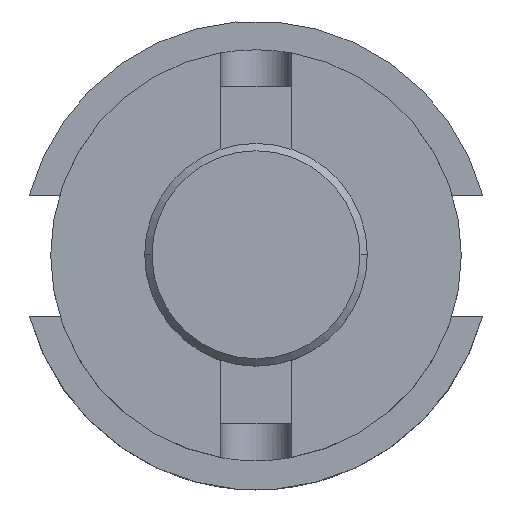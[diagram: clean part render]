
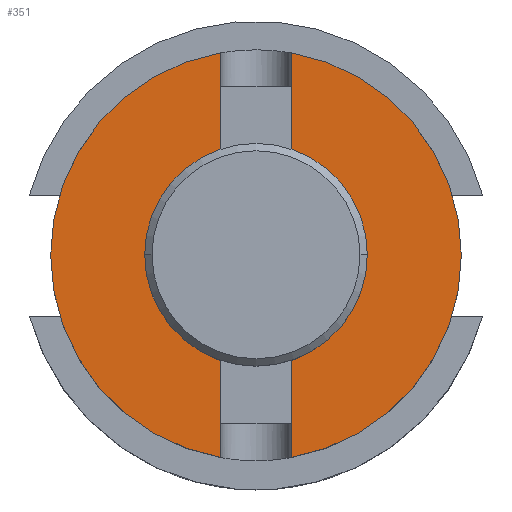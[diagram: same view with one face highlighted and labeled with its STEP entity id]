
A CAD part, top view. The second image highlights one B-rep face of the part: STEP entity #351.
In plain terms, the highlighted planar face has unit normal (0, 0, 1).
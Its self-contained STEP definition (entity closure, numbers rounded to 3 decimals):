
#95 = CARTESIAN_POINT ( 'NONE',  ( 0., 0., 52.324 ) ) ;
#156 = DIRECTION ( 'NONE',  ( -1., 0., 0. ) ) ;
#159 = CARTESIAN_POINT ( 'NONE',  ( 0., 0., 52.324 ) ) ;
#167 = CARTESIAN_POINT ( 'NONE',  ( -4.763, -27.402, 52.324 ) ) ;
#178 = ORIENTED_EDGE ( 'NONE', *, *, #1895, .F. ) ;
#199 = ORIENTED_EDGE ( 'NONE', *, *, #1144, .F. ) ;
#217 = LINE ( 'NONE', #3023, #1334 ) ;
#231 = DIRECTION ( 'NONE',  ( 1., 0., 0. ) ) ;
#255 = VERTEX_POINT ( 'NONE', #738 ) ;
#265 = EDGE_CURVE ( 'NONE', #835, #491, #545, .T. ) ;
#295 = LINE ( 'NONE', #1865, #871 ) ;
#300 = VERTEX_POINT ( 'NONE', #985 ) ;
#342 = DIRECTION ( 'NONE',  ( 1., 0., 0. ) ) ;
#351 = ADVANCED_FACE ( 'NONE', ( #2973, #1613 ), #1765, .F. ) ;
#390 = VERTEX_POINT ( 'NONE', #2981 ) ;
#391 = VERTEX_POINT ( 'NONE', #3042 ) ;
#402 = DIRECTION ( 'NONE',  ( 0., -1., 0. ) ) ;
#490 = EDGE_CURVE ( 'NONE', #390, #1606, #1392, .T. ) ;
#491 = VERTEX_POINT ( 'NONE', #2253 ) ;
#514 = CARTESIAN_POINT ( 'NONE',  ( -4.763, 0., 52.324 ) ) ;
#545 = LINE ( 'NONE', #514, #3121 ) ;
#610 = CARTESIAN_POINT ( 'NONE',  ( 0., 0., 52.324 ) ) ;
#695 = EDGE_LOOP ( 'NONE', ( #2642, #1710, #2692, #1242, #2718, #2737, #2005, #1700, #2690, #199 ) ) ;
#738 = CARTESIAN_POINT ( 'NONE',  ( -27.813, 0., 52.324 ) ) ;
#753 = DIRECTION ( 'NONE',  ( 0., -1., 0. ) ) ;
#774 = CARTESIAN_POINT ( 'NONE',  ( 0., 0., 52.324 ) ) ;
#835 = VERTEX_POINT ( 'NONE', #1713 ) ;
#859 = DIRECTION ( 'NONE',  ( 1., 0., 0. ) ) ;
#870 = EDGE_CURVE ( 'NONE', #1842, #300, #3083, .T. ) ;
#871 = VECTOR ( 'NONE', #156, 1000. ) ;
#892 = CIRCLE ( 'NONE', #2192, 27.813 ) ;
#985 = CARTESIAN_POINT ( 'NONE',  ( 0., -12.7, 52.324 ) ) ;
#1006 = AXIS2_PLACEMENT_3D ( 'NONE', #2429, #2445, #2477 ) ;
#1014 = DIRECTION ( 'NONE',  ( 1., 0., 0. ) ) ;
#1050 = EDGE_CURVE ( 'NONE', #835, #255, #2432, .T. ) ;
#1115 = VECTOR ( 'NONE', #231, 1000. ) ;
#1136 = EDGE_LOOP ( 'NONE', ( #178, #2869 ) ) ;
#1142 = DIRECTION ( 'NONE',  ( 0., 0., 1. ) ) ;
#1144 = EDGE_CURVE ( 'NONE', #1606, #3057, #295, .T. ) ;
#1213 = AXIS2_PLACEMENT_3D ( 'NONE', #774, #2517, #1014 ) ;
#1242 = ORIENTED_EDGE ( 'NONE', *, *, #1401, .F. ) ;
#1334 = VECTOR ( 'NONE', #2787, 1000. ) ;
#1348 = EDGE_CURVE ( 'NONE', #255, #1720, #1653, .T. ) ;
#1392 = LINE ( 'NONE', #2822, #1981 ) ;
#1401 = EDGE_CURVE ( 'NONE', #2269, #391, #217, .T. ) ;
#1424 = LINE ( 'NONE', #3186, #1115 ) ;
#1498 = VERTEX_POINT ( 'NONE', #3044 ) ;
#1606 = VERTEX_POINT ( 'NONE', #2873 ) ;
#1613 = FACE_OUTER_BOUND ( 'NONE', #695, .T. ) ;
#1653 = CIRCLE ( 'NONE', #1213, 27.813 ) ;
#1700 = ORIENTED_EDGE ( 'NONE', *, *, #1348, .T. ) ;
#1710 = ORIENTED_EDGE ( 'NONE', *, *, #2558, .T. ) ;
#1713 = CARTESIAN_POINT ( 'NONE',  ( -4.763, 27.402, 52.324 ) ) ;
#1720 = VERTEX_POINT ( 'NONE', #167 ) ;
#1756 = DIRECTION ( 'NONE',  ( 0., 0., -1. ) ) ;
#1765 = PLANE ( 'NONE',  #1967 ) ;
#1768 = LINE ( 'NONE', #2455, #2271 ) ;
#1786 = DIRECTION ( 'NONE',  ( 0., 1., 0. ) ) ;
#1803 = DIRECTION ( 'NONE',  ( 0., 0., 1. ) ) ;
#1832 = CARTESIAN_POINT ( 'NONE',  ( 0., 12.7, 52.324 ) ) ;
#1842 = VERTEX_POINT ( 'NONE', #1832 ) ;
#1865 = CARTESIAN_POINT ( 'NONE',  ( 0., -13.25, 52.324 ) ) ;
#1868 = DIRECTION ( 'NONE',  ( 0., 0., 1. ) ) ;
#1875 = CARTESIAN_POINT ( 'NONE',  ( -4.763, -13.25, 52.324 ) ) ;
#1895 = EDGE_CURVE ( 'NONE', #300, #1842, #2065, .T. ) ;
#1903 = CARTESIAN_POINT ( 'NONE',  ( 28.147, -27.731, 52.324 ) ) ;
#1967 = AXIS2_PLACEMENT_3D ( 'NONE', #1903, #1756, #2002 ) ;
#1981 = VECTOR ( 'NONE', #1786, 1000. ) ;
#2002 = DIRECTION ( 'NONE',  ( -1., 0., 0. ) ) ;
#2005 = ORIENTED_EDGE ( 'NONE', *, *, #1050, .T. ) ;
#2065 = CIRCLE ( 'NONE', #2917, 12.7 ) ;
#2181 = AXIS2_PLACEMENT_3D ( 'NONE', #95, #1803, #342 ) ;
#2192 = AXIS2_PLACEMENT_3D ( 'NONE', #2669, #1142, #2910 ) ;
#2253 = CARTESIAN_POINT ( 'NONE',  ( -4.763, 13.25, 52.324 ) ) ;
#2269 = VERTEX_POINT ( 'NONE', #2377 ) ;
#2271 = VECTOR ( 'NONE', #3195, 1000. ) ;
#2334 = DIRECTION ( 'NONE',  ( 0., 0., 1. ) ) ;
#2377 = CARTESIAN_POINT ( 'NONE',  ( 4.763, 13.25, 52.324 ) ) ;
#2378 = AXIS2_PLACEMENT_3D ( 'NONE', #610, #2334, #859 ) ;
#2429 = CARTESIAN_POINT ( 'NONE',  ( 0., 0., 52.324 ) ) ;
#2432 = CIRCLE ( 'NONE', #2181, 27.813 ) ;
#2445 = DIRECTION ( 'NONE',  ( 0., 0., 1. ) ) ;
#2455 = CARTESIAN_POINT ( 'NONE',  ( -4.763, 0., 52.324 ) ) ;
#2464 = CIRCLE ( 'NONE', #2378, 27.813 ) ;
#2477 = DIRECTION ( 'NONE',  ( 0., -1., 0. ) ) ;
#2517 = DIRECTION ( 'NONE',  ( 0., 0., 1. ) ) ;
#2558 = EDGE_CURVE ( 'NONE', #390, #1498, #2464, .T. ) ;
#2642 = ORIENTED_EDGE ( 'NONE', *, *, #490, .F. ) ;
#2647 = EDGE_CURVE ( 'NONE', #1498, #391, #892, .T. ) ;
#2669 = CARTESIAN_POINT ( 'NONE',  ( 0., 0., 52.324 ) ) ;
#2690 = ORIENTED_EDGE ( 'NONE', *, *, #3187, .F. ) ;
#2692 = ORIENTED_EDGE ( 'NONE', *, *, #2647, .T. ) ;
#2718 = ORIENTED_EDGE ( 'NONE', *, *, #3110, .F. ) ;
#2737 = ORIENTED_EDGE ( 'NONE', *, *, #265, .F. ) ;
#2787 = DIRECTION ( 'NONE',  ( 0., 1., 0. ) ) ;
#2822 = CARTESIAN_POINT ( 'NONE',  ( 4.763, 0., 52.324 ) ) ;
#2869 = ORIENTED_EDGE ( 'NONE', *, *, #870, .F. ) ;
#2873 = CARTESIAN_POINT ( 'NONE',  ( 4.763, -13.25, 52.324 ) ) ;
#2910 = DIRECTION ( 'NONE',  ( 1., 0., 0. ) ) ;
#2917 = AXIS2_PLACEMENT_3D ( 'NONE', #159, #1868, #402 ) ;
#2973 = FACE_BOUND ( 'NONE', #1136, .T. ) ;
#2981 = CARTESIAN_POINT ( 'NONE',  ( 4.763, -27.402, 52.324 ) ) ;
#3023 = CARTESIAN_POINT ( 'NONE',  ( 4.763, 0., 52.324 ) ) ;
#3042 = CARTESIAN_POINT ( 'NONE',  ( 4.763, 27.402, 52.324 ) ) ;
#3044 = CARTESIAN_POINT ( 'NONE',  ( 27.813, 0., 52.324 ) ) ;
#3057 = VERTEX_POINT ( 'NONE', #1875 ) ;
#3083 = CIRCLE ( 'NONE', #1006, 12.7 ) ;
#3110 = EDGE_CURVE ( 'NONE', #491, #2269, #1424, .T. ) ;
#3121 = VECTOR ( 'NONE', #753, 1000. ) ;
#3186 = CARTESIAN_POINT ( 'NONE',  ( 0., 13.25, 52.324 ) ) ;
#3187 = EDGE_CURVE ( 'NONE', #3057, #1720, #1768, .T. ) ;
#3195 = DIRECTION ( 'NONE',  ( 0., -1., 0. ) ) ;
